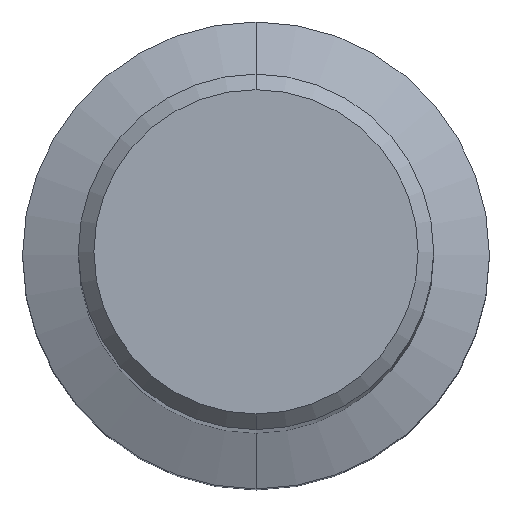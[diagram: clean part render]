
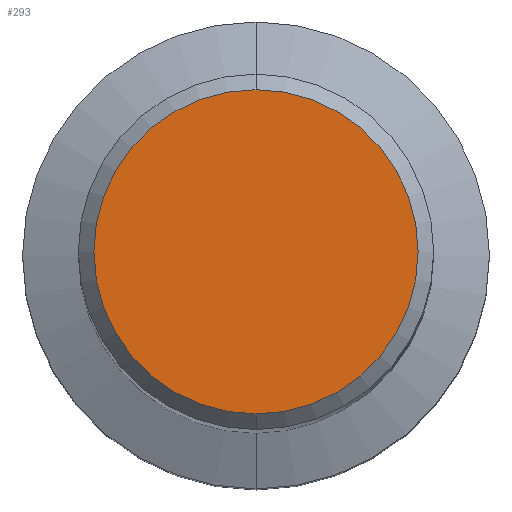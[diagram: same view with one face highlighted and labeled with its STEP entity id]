
A CAD part, top view. The second image highlights one B-rep face of the part: STEP entity #293.
In plain terms, the highlighted planar face has unit normal (0, 0, 1).
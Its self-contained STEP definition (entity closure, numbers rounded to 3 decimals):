
#259=VERTEX_POINT('',#621);
#263=VERTEX_POINT('',#625);
#293=ADVANCED_FACE('',(#658),#659,.T.);
#365=EDGE_CURVE('',#263,#259,#741,.T.);
#453=EDGE_CURVE('',#259,#263,#838,.T.);
#621=CARTESIAN_POINT('',(0.0,6.25,0.0));
#625=CARTESIAN_POINT('',(0.,-6.25,0.0));
#658=FACE_OUTER_BOUND('',#1085,.T.);
#659=PLANE('',#1086);
#741=CIRCLE('',#1253,6.25);
#838=CIRCLE('',#1455,6.25);
#1085=EDGE_LOOP('',(#1824,#1825));
#1086=AXIS2_PLACEMENT_3D('',#1826,#1827,#1828);
#1253=AXIS2_PLACEMENT_3D('',#1927,#1928,#1929);
#1455=AXIS2_PLACEMENT_3D('',#2040,#2041,#2042);
#1824=ORIENTED_EDGE('',*,*,#453,.F.);
#1825=ORIENTED_EDGE('',*,*,#365,.F.);
#1826=CARTESIAN_POINT('',(0.0,3.125,0.0));
#1827=DIRECTION('',(-0.0,0.0,1.0));
#1828=DIRECTION('',(0.0,-1.0,0.0));
#1927=CARTESIAN_POINT('',(0.0,0.0,0.0));
#1928=DIRECTION('',(0.0,0.0,-1.0));
#1929=DIRECTION('',(0.0,1.0,0.0));
#2040=CARTESIAN_POINT('',(0.0,0.0,0.0));
#2041=DIRECTION('',(0.0,0.0,-1.0));
#2042=DIRECTION('',(0.0,1.0,0.0));
